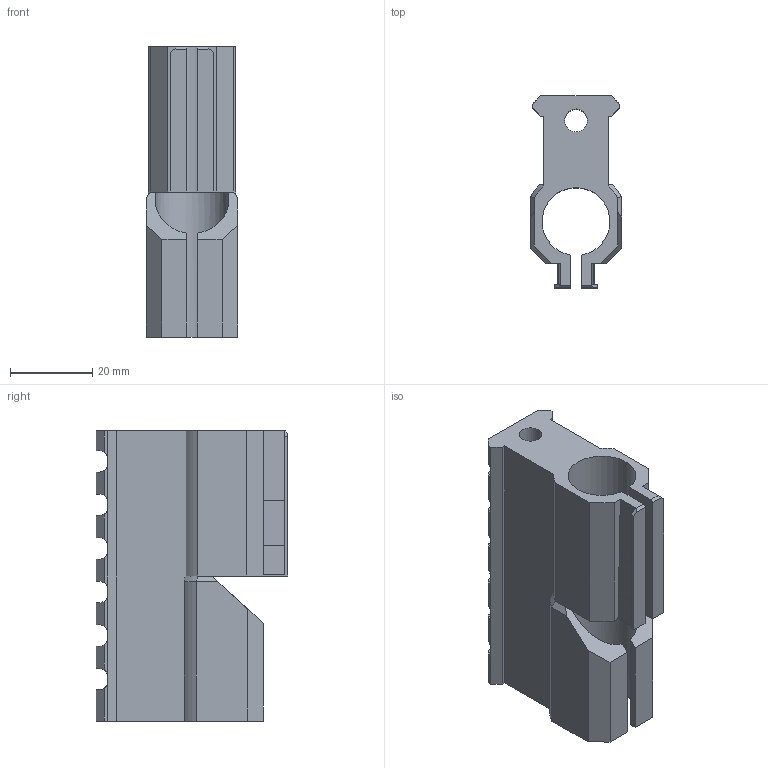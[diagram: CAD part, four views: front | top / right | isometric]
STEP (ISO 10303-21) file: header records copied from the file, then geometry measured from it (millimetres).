
FILE_DESCRIPTION(/* description */ (''),/* implementation_level */ '2;1');
FILE_NAME(/* name */ 'BarrelFastener v5.step',/* time_stamp */ '2020-10-29T13:15:03-07:00',/* author */ (''),/* organization */ (''),/* preprocessor_version */ 'ST-DEVELOPER v18.1',/* originating_system */ 'Autodesk Translation Framework v9.3.0.1241',/* authorisation */ '');
FILE_SCHEMA (('AUTOMOTIVE_DESIGN { 1 0 10303 214 3 1 1 }'));
Length unit declared in the file: millimetre
Products named in the file (1): BarrelFastener
Bounding box: 22.23 x 46.69 x 70.6 mm (x, y, z)
Volume: 32181.6 mm3; surface area: 15848.6 mm2
Topology: 1 solids, 1 shells, 135 faces, 397 edges, 262 vertices
Faces by surface type: plane 106, cylinder 25, cone 4
Full cylindrical faces by diameter (mm): 5.588 x3
Entity records: 4513 total; most frequent: CARTESIAN_POINT 823, ORIENTED_EDGE 794, DIRECTION 743, EDGE_CURVE 397, LINE 295, VECTOR 295, VERTEX_POINT 262, AXIS2_PLACEMENT_3D 224
